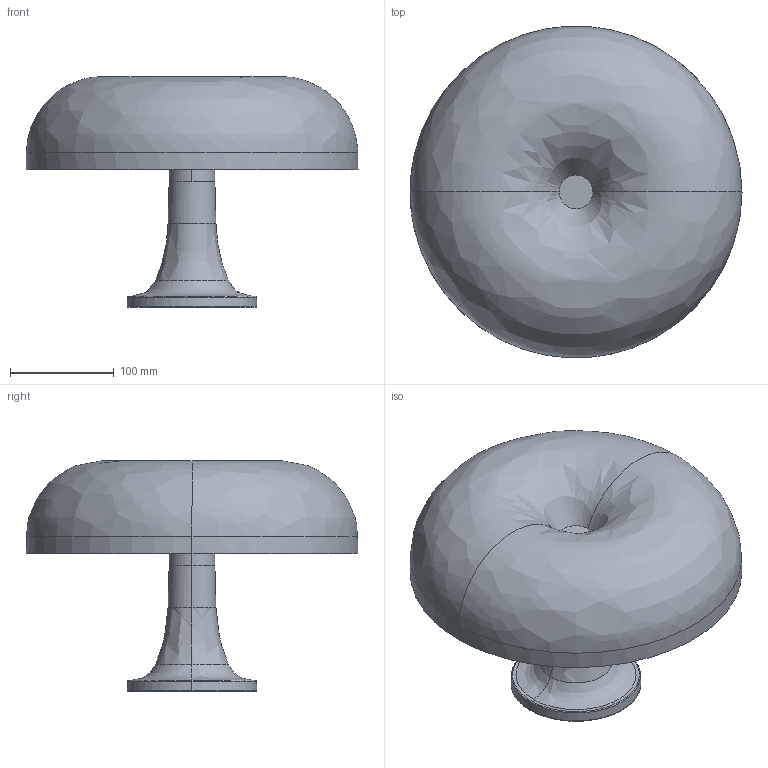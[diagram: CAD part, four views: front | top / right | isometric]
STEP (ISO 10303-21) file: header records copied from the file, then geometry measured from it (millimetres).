
FILE_DESCRIPTION(/* description */ (''),/* implementation_level */ '2;1');
FILE_NAME(/* name */ 'Nessino',/* time_stamp */ '2026-01-21T17:02:41+01:00',/* author */ (''),/* organization */ (''),/* preprocessor_version */ 'ST-DEVELOPER v16.5',/* originating_system */ 'Rhino 7.37',/* authorisation */ '');
FILE_SCHEMA (('AUTOMOTIVE_DESIGN'));
Length unit declared in the file: millimetre
Products named in the file (1): Document
Bounding box: 320.56 x 320.13 x 223 mm (x, y, z)
Volume: 300822.3 mm3; surface area: 377358.5 mm2
Topology: 8 solids, 9 shells, 122 faces, 258 edges, 143 vertices
Faces by surface type: bspline 70, cylinder 32, plane 20
Entity records: 4050 total; most frequent: CARTESIAN_POINT 2502, ORIENTED_EDGE 480, EDGE_CURVE 242, VERTEX_POINT 143, EDGE_LOOP 128, ADVANCED_FACE 122, FACE_OUTER_BOUND 122, DIRECTION 58
